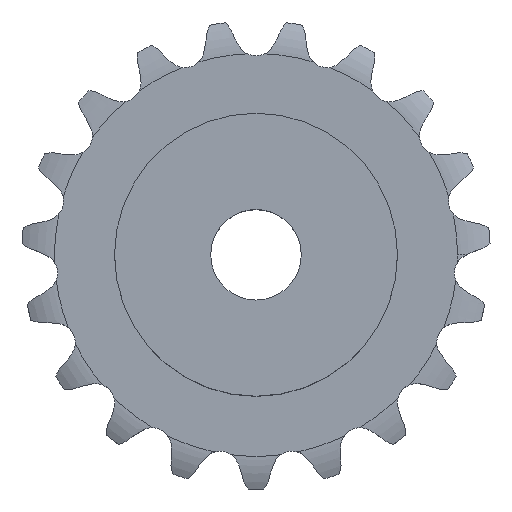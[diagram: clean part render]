
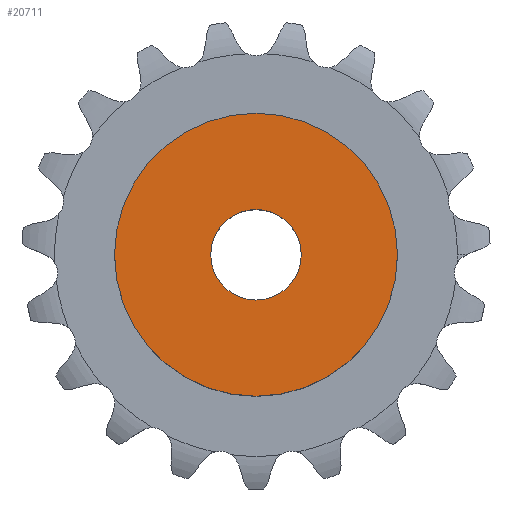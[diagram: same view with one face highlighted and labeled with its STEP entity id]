
A CAD part, top view. The second image highlights one B-rep face of the part: STEP entity #20711.
In plain terms, the highlighted planar face has unit normal (0, 0, 1).
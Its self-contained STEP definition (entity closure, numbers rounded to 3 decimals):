
#2817 = CYLINDRICAL_SURFACE('',#2818,12.5);
#2818 = AXIS2_PLACEMENT_3D('',#2819,#2820,#2821);
#2819 = CARTESIAN_POINT('',(0.,0.,0.));
#2820 = DIRECTION('',(-0.,-0.,-1.));
#2821 = DIRECTION('',(1.,0.,0.));
#13345 = VERTEX_POINT('',#13346);
#13346 = CARTESIAN_POINT('',(12.5,0.,14.));
#13367 = EDGE_CURVE('',#13345,#13345,#13368,.T.);
#13368 = SURFACE_CURVE('',#13369,(#13374,#13381),.PCURVE_S1.);
#13369 = CIRCLE('',#13370,12.5);
#13370 = AXIS2_PLACEMENT_3D('',#13371,#13372,#13373);
#13371 = CARTESIAN_POINT('',(0.,0.,14.));
#13372 = DIRECTION('',(0.,0.,1.));
#13373 = DIRECTION('',(1.,0.,0.));
#13374 = PCURVE('',#2817,#13375);
#13375 = DEFINITIONAL_REPRESENTATION('',(#13376),#13380);
#13376 = LINE('',#13377,#13378);
#13377 = CARTESIAN_POINT('',(-0.,-14.));
#13378 = VECTOR('',#13379,1.);
#13379 = DIRECTION('',(-1.,0.));
#13380 = ( GEOMETRIC_REPRESENTATION_CONTEXT(2) 
PARAMETRIC_REPRESENTATION_CONTEXT() REPRESENTATION_CONTEXT('2D SPACE',''
  ) );
#13381 = PCURVE('',#13382,#13387);
#13382 = PLANE('',#13383);
#13383 = AXIS2_PLACEMENT_3D('',#13384,#13385,#13386);
#13384 = CARTESIAN_POINT('',(0.,0.,14.)
  );
#13385 = DIRECTION('',(0.,0.,1.));
#13386 = DIRECTION('',(1.,0.,0.));
#13387 = DEFINITIONAL_REPRESENTATION('',(#13388),#13392);
#13388 = CIRCLE('',#13389,12.5);
#13389 = AXIS2_PLACEMENT_2D('',#13390,#13391);
#13390 = CARTESIAN_POINT('',(0.,0.));
#13391 = DIRECTION('',(1.,0.));
#13392 = ( GEOMETRIC_REPRESENTATION_CONTEXT(2) 
PARAMETRIC_REPRESENTATION_CONTEXT() REPRESENTATION_CONTEXT('2D SPACE',''
  ) );
#17656 = CYLINDRICAL_SURFACE('',#17657,4.);
#17657 = AXIS2_PLACEMENT_3D('',#17658,#17659,#17660);
#17658 = CARTESIAN_POINT('',(0.,0.,65.77));
#17659 = DIRECTION('',(0.,0.,1.));
#17660 = DIRECTION('',(1.,0.,0.));
#20711 = ADVANCED_FACE('',(#20712,#20715),#13382,.T.);
#20712 = FACE_BOUND('',#20713,.T.);
#20713 = EDGE_LOOP('',(#20714));
#20714 = ORIENTED_EDGE('',*,*,#13367,.T.);
#20715 = FACE_BOUND('',#20716,.T.);
#20716 = EDGE_LOOP('',(#20717));
#20717 = ORIENTED_EDGE('',*,*,#20718,.F.);
#20718 = EDGE_CURVE('',#20719,#20719,#20721,.T.);
#20719 = VERTEX_POINT('',#20720);
#20720 = CARTESIAN_POINT('',(4.,0.,14.));
#20721 = SURFACE_CURVE('',#20722,(#20727,#20734),.PCURVE_S1.);
#20722 = CIRCLE('',#20723,4.);
#20723 = AXIS2_PLACEMENT_3D('',#20724,#20725,#20726);
#20724 = CARTESIAN_POINT('',(0.,0.,14.));
#20725 = DIRECTION('',(0.,0.,1.));
#20726 = DIRECTION('',(1.,0.,0.));
#20727 = PCURVE('',#13382,#20728);
#20728 = DEFINITIONAL_REPRESENTATION('',(#20729),#20733);
#20729 = CIRCLE('',#20730,4.);
#20730 = AXIS2_PLACEMENT_2D('',#20731,#20732);
#20731 = CARTESIAN_POINT('',(0.,0.));
#20732 = DIRECTION('',(1.,0.));
#20733 = ( GEOMETRIC_REPRESENTATION_CONTEXT(2) 
PARAMETRIC_REPRESENTATION_CONTEXT() REPRESENTATION_CONTEXT('2D SPACE',''
  ) );
#20734 = PCURVE('',#17656,#20735);
#20735 = DEFINITIONAL_REPRESENTATION('',(#20736),#20740);
#20736 = LINE('',#20737,#20738);
#20737 = CARTESIAN_POINT('',(0.,-51.77));
#20738 = VECTOR('',#20739,1.);
#20739 = DIRECTION('',(1.,0.));
#20740 = ( GEOMETRIC_REPRESENTATION_CONTEXT(2) 
PARAMETRIC_REPRESENTATION_CONTEXT() REPRESENTATION_CONTEXT('2D SPACE',''
  ) );
